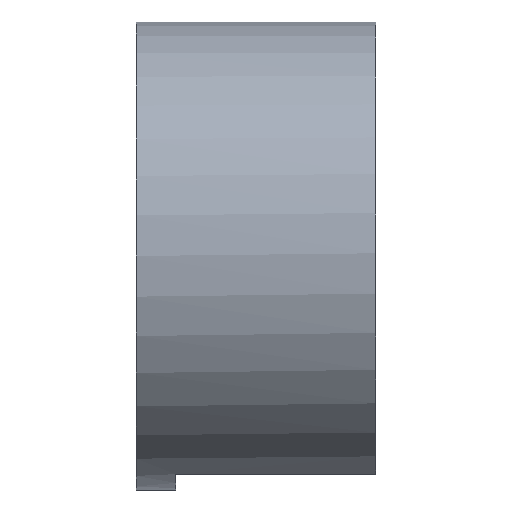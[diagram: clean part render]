
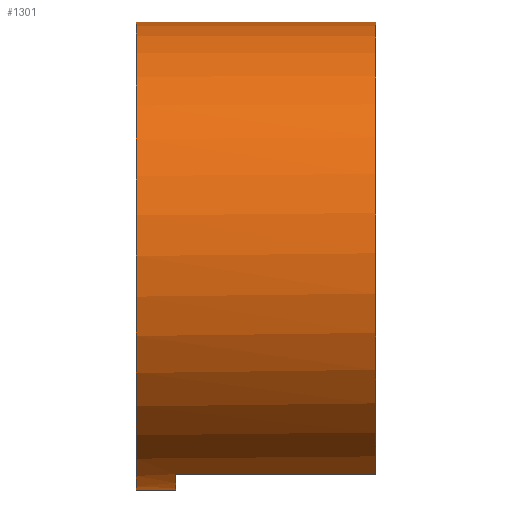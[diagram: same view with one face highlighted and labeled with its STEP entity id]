
A CAD part, left-side view. The second image highlights one B-rep face of the part: STEP entity #1301.
In plain terms, the highlighted cylindrical face has radius 35.56 mm (diameter 71.12 mm), a partial arc.
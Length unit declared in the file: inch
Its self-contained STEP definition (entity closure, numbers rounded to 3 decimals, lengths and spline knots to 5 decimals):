
#22 = DIRECTION ( 'NONE',  ( 0., -1., 0. ) ) ;
#69 = LINE ( 'NONE', #324, #340 ) ;
#89 = VERTEX_POINT ( 'NONE', #652 ) ;
#129 = EDGE_LOOP ( 'NONE', ( #330, #1092, #1705, #853, #800, #657 ) ) ;
#227 = CARTESIAN_POINT ( 'NONE',  ( 0., 0., 1.4 ) ) ;
#228 = CIRCLE ( 'NONE', #867, 1.4 ) ;
#234 = VERTEX_POINT ( 'NONE', #1548 ) ;
#308 = CIRCLE ( 'NONE', #629, 1.4 ) ;
#320 = EDGE_CURVE ( 'NONE', #706, #234, #858, .T. ) ;
#324 = CARTESIAN_POINT ( 'NONE',  ( 0., 0.075, -1.4 ) ) ;
#330 = ORIENTED_EDGE ( 'NONE', *, *, #540, .F. ) ;
#340 = VECTOR ( 'NONE', #22, 39.37008 ) ;
#369 = DIRECTION ( 'NONE',  ( 0., 1., 0. ) ) ;
#407 = VERTEX_POINT ( 'NONE', #227 ) ;
#517 = DIRECTION ( 'NONE',  ( 0., 0., 1. ) ) ;
#540 = EDGE_CURVE ( 'NONE', #89, #407, #1460, .T. ) ;
#568 = DIRECTION ( 'NONE',  ( 0., -1., 0. ) ) ;
#580 = DIRECTION ( 'NONE',  ( 0., 0., -1. ) ) ;
#629 = AXIS2_PLACEMENT_3D ( 'NONE', #833, #1598, #517 ) ;
#652 = CARTESIAN_POINT ( 'NONE',  ( 0., 1.435, 1.4 ) ) ;
#657 = ORIENTED_EDGE ( 'NONE', *, *, #882, .T. ) ;
#706 = VERTEX_POINT ( 'NONE', #1389 ) ;
#762 = AXIS2_PLACEMENT_3D ( 'NONE', #1743, #369, #1846 ) ;
#800 = ORIENTED_EDGE ( 'NONE', *, *, #320, .T. ) ;
#833 = CARTESIAN_POINT ( 'NONE',  ( 0., 0., 0. ) ) ;
#853 = ORIENTED_EDGE ( 'NONE', *, *, #1888, .T. ) ;
#858 = LINE ( 'NONE', #1461, #1316 ) ;
#867 = AXIS2_PLACEMENT_3D ( 'NONE', #1704, #957, #1683 ) ;
#882 = EDGE_CURVE ( 'NONE', #234, #407, #308, .T. ) ;
#916 = EDGE_CURVE ( 'NONE', #1857, #1491, #69, .T. ) ;
#957 = DIRECTION ( 'NONE',  ( 0., 1., 0. ) ) ;
#1007 = FACE_OUTER_BOUND ( 'NONE', #129, .T. ) ;
#1012 = AXIS2_PLACEMENT_3D ( 'NONE', #1643, #1463, #580 ) ;
#1092 = ORIENTED_EDGE ( 'NONE', *, *, #1179, .F. ) ;
#1179 = EDGE_CURVE ( 'NONE', #1857, #89, #1591, .T. ) ;
#1195 = CARTESIAN_POINT ( 'NONE',  ( 0., 1.435, -1.4 ) ) ;
#1301 = ADVANCED_FACE ( 'NONE', ( #1007 ), #1324, .T. ) ;
#1316 = VECTOR ( 'NONE', #1450, 39.37008 ) ;
#1324 = CYLINDRICAL_SURFACE ( 'NONE', #1012, 1.4 ) ;
#1389 = CARTESIAN_POINT ( 'NONE',  ( -0.50588, 1.19878, -1.30541 ) ) ;
#1450 = DIRECTION ( 'NONE',  ( 0., -1., 0. ) ) ;
#1460 = LINE ( 'NONE', #1927, #1505 ) ;
#1461 = CARTESIAN_POINT ( 'NONE',  ( -0.50588, 0.075, -1.30541 ) ) ;
#1463 = DIRECTION ( 'NONE',  ( 0., -1., 0. ) ) ;
#1491 = VERTEX_POINT ( 'NONE', #1540 ) ;
#1505 = VECTOR ( 'NONE', #568, 39.37008 ) ;
#1540 = CARTESIAN_POINT ( 'NONE',  ( 0., 1.19878, -1.4 ) ) ;
#1548 = CARTESIAN_POINT ( 'NONE',  ( -0.50588, 0., -1.30541 ) ) ;
#1591 = CIRCLE ( 'NONE', #762, 1.4 ) ;
#1598 = DIRECTION ( 'NONE',  ( 0., 1., 0. ) ) ;
#1643 = CARTESIAN_POINT ( 'NONE',  ( 0., 0.075, 0. ) ) ;
#1683 = DIRECTION ( 'NONE',  ( 0., 0., 1. ) ) ;
#1704 = CARTESIAN_POINT ( 'NONE',  ( 0., 1.19878, 0. ) ) ;
#1705 = ORIENTED_EDGE ( 'NONE', *, *, #916, .T. ) ;
#1743 = CARTESIAN_POINT ( 'NONE',  ( 0., 1.435, 0. ) ) ;
#1846 = DIRECTION ( 'NONE',  ( 0., 0., 1. ) ) ;
#1857 = VERTEX_POINT ( 'NONE', #1195 ) ;
#1888 = EDGE_CURVE ( 'NONE', #1491, #706, #228, .T. ) ;
#1927 = CARTESIAN_POINT ( 'NONE',  ( 0., 0.075, 1.4 ) ) ;
